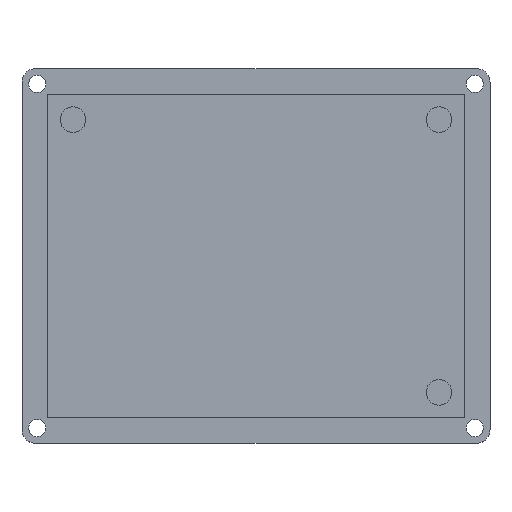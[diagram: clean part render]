
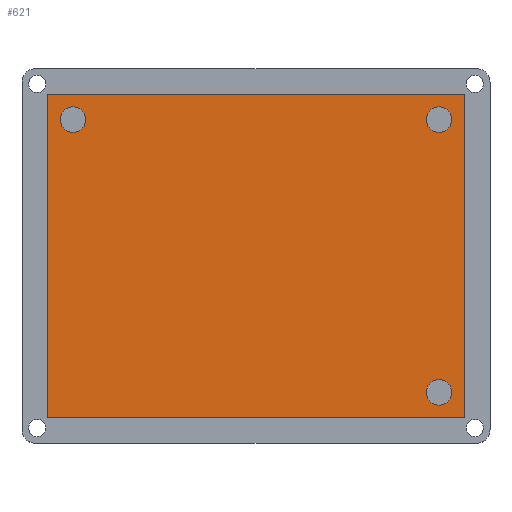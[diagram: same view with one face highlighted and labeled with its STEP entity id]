
A CAD part, top view. The second image highlights one B-rep face of the part: STEP entity #621.
In plain terms, the highlighted planar face has unit normal (0, 0, 1).
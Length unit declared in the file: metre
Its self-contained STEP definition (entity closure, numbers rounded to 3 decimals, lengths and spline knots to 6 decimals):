
#32=LINE('',#1074,#78);
#35=LINE('',#1080,#81);
#39=LINE('',#1089,#85);
#41=LINE('',#1092,#87);
#43=LINE('',#1095,#89);
#72=LINE('',#1193,#118);
#78=VECTOR('',#891,1.);
#81=VECTOR('',#896,1.);
#85=VECTOR('',#902,1.);
#87=VECTOR('',#906,1.);
#89=VECTOR('',#908,1.);
#118=VECTOR('',#1017,1.);
#257=ORIENTED_EDGE('',*,*,#347,.F.);
#258=ORIENTED_EDGE('',*,*,#348,.F.);
#259=ORIENTED_EDGE('',*,*,#349,.F.);
#260=ORIENTED_EDGE('',*,*,#288,.F.);
#261=ORIENTED_EDGE('',*,*,#297,.T.);
#262=ORIENTED_EDGE('',*,*,#346,.T.);
#263=ORIENTED_EDGE('',*,*,#299,.T.);
#264=ORIENTED_EDGE('',*,*,#291,.T.);
#265=ORIENTED_EDGE('',*,*,#295,.F.);
#288=EDGE_CURVE('',#366,#367,#32,.T.);
#291=EDGE_CURVE('',#369,#370,#35,.T.);
#295=EDGE_CURVE('',#367,#370,#39,.T.);
#297=EDGE_CURVE('',#366,#373,#41,.T.);
#299=EDGE_CURVE('',#374,#369,#43,.T.);
#346=EDGE_CURVE('',#373,#374,#72,.T.);
#347=EDGE_CURVE('',#403,#403,#435,.T.);
#348=EDGE_CURVE('',#404,#404,#436,.T.);
#349=EDGE_CURVE('',#405,#405,#437,.T.);
#366=VERTEX_POINT('',#1073);
#367=VERTEX_POINT('',#1075);
#369=VERTEX_POINT('',#1081);
#370=VERTEX_POINT('',#1082);
#373=VERTEX_POINT('',#1093);
#374=VERTEX_POINT('',#1096);
#403=VERTEX_POINT('',#1196);
#404=VERTEX_POINT('',#1198);
#405=VERTEX_POINT('',#1200);
#435=CIRCLE('',#852,0.0025);
#436=CIRCLE('',#853,0.0025);
#437=CIRCLE('',#854,0.0025);
#482=EDGE_LOOP('',(#257));
#483=EDGE_LOOP('',(#258));
#484=EDGE_LOOP('',(#259));
#485=EDGE_LOOP('',(#260,#261,#262,#263,#264,#265));
#536=FACE_BOUND('',#482,.T.);
#537=FACE_BOUND('',#483,.T.);
#538=FACE_BOUND('',#484,.T.);
#539=FACE_BOUND('',#485,.T.);
#564=PLANE('',#851);
#621=ADVANCED_FACE('',(#536,#537,#538,#539),#564,.T.);
#851=AXIS2_PLACEMENT_3D('',#1194,#1018,#1019);
#852=AXIS2_PLACEMENT_3D('',#1195,#1020,#1021);
#853=AXIS2_PLACEMENT_3D('',#1197,#1022,#1023);
#854=AXIS2_PLACEMENT_3D('',#1199,#1024,#1025);
#891=DIRECTION('',(0.,1.,0.));
#896=DIRECTION('',(0.,1.,0.));
#902=DIRECTION('',(1.,0.,0.));
#906=DIRECTION('',(1.,0.,0.));
#908=DIRECTION('',(1.,0.,0.));
#1017=DIRECTION('',(1.,0.,0.));
#1018=DIRECTION('',(0.,0.,1.));
#1019=DIRECTION('',(1.,0.,0.));
#1020=DIRECTION('',(0.,0.,1.));
#1021=DIRECTION('',(1.,0.,0.));
#1022=DIRECTION('',(0.,0.,1.));
#1023=DIRECTION('',(1.,0.,0.));
#1024=DIRECTION('',(0.,0.,1.));
#1025=DIRECTION('',(1.,0.,0.));
#1073=CARTESIAN_POINT('',(-0.053212,-0.057875,0.003));
#1074=CARTESIAN_POINT('',(-0.053212,-0.026125,0.003));
#1075=CARTESIAN_POINT('',(-0.053212,0.005625,0.003));
#1080=CARTESIAN_POINT('',(0.028588,-0.026125,0.003));
#1081=CARTESIAN_POINT('',(0.028588,-0.057875,0.003));
#1082=CARTESIAN_POINT('',(0.028588,0.005625,0.003));
#1089=CARTESIAN_POINT('',(-0.012312,0.005625,0.003));
#1092=CARTESIAN_POINT('',(-0.012312,-0.057875,0.003));
#1093=CARTESIAN_POINT('',(-0.047566,-0.057875,0.003));
#1095=CARTESIAN_POINT('',(-0.012312,-0.057875,0.003));
#1096=CARTESIAN_POINT('',(-0.036658,-0.057875,0.003));
#1193=CARTESIAN_POINT('',(-0.012312,-0.057875,0.003));
#1194=CARTESIAN_POINT('',(-0.012312,-0.026125,0.003));
#1195=CARTESIAN_POINT('',(0.023588,0.000625,0.003));
#1196=CARTESIAN_POINT('',(0.026088,0.000625,0.003));
#1197=CARTESIAN_POINT('',(0.023588,-0.052875,0.003));
#1198=CARTESIAN_POINT('',(0.026088,-0.052875,0.003));
#1199=CARTESIAN_POINT('',(-0.048212,0.000625,0.003));
#1200=CARTESIAN_POINT('',(-0.045712,0.000625,0.003));
